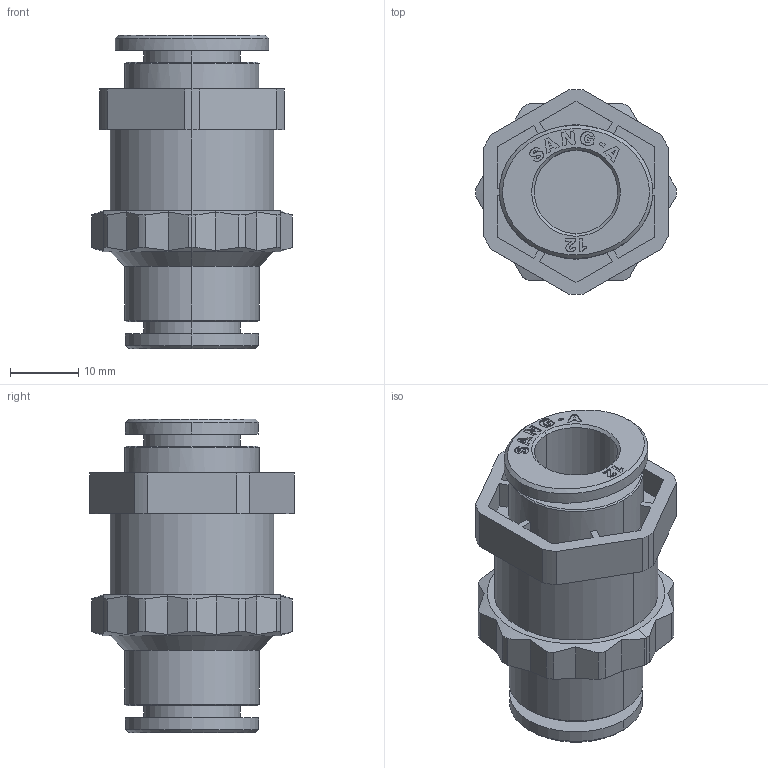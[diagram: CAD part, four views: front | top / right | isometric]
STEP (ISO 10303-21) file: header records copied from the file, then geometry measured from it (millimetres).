
FILE_DESCRIPTION((''),'2;1');
FILE_NAME('GPPM_12(3D).stp','2012-12-26T18:27:42',(''),(''),'Mechanical Desktop.R8.0.24.0','Mechanical Desktop.R8.0.24.0',', , ');
FILE_SCHEMA(('CONFIG_CONTROL_DESIGN'));
Length unit declared in the file: millimetre
Products named in the file (2): GPPM_12(3D); ºÎÇ°1
Assembly tree (1 placements, depth 2):
  GPPM_12(3D)
    ºÎÇ°1
Bounding box: 29.4 x 30 x 46 mm (x, y, z)
Volume: 13447.5 mm3; surface area: 7710.6 mm2
Topology: 1 solids, 1 shells, 809 faces, 2312 edges, 1535 vertices
Faces by surface type: plane 736, cylinder 40, cone 20, bspline 13
Entity records: 26423 total; most frequent: CARTESIAN_POINT 5298, ORIENTED_EDGE 4624, DIRECTION 3950, EDGE_CURVE 2312, VECTOR 2124, LINE 2124, VERTEX_POINT 1535, AXIS2_PLACEMENT_3D 913
